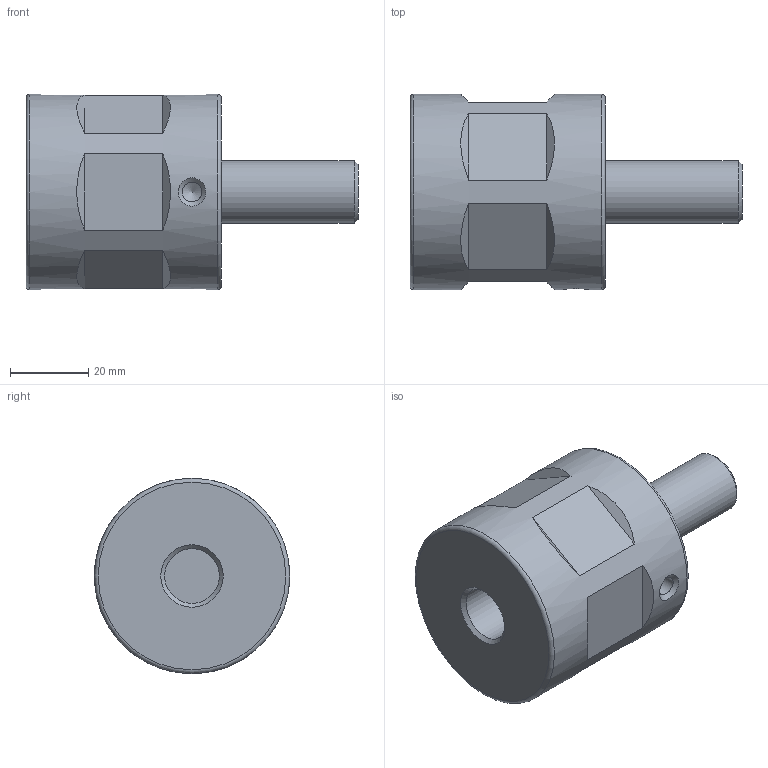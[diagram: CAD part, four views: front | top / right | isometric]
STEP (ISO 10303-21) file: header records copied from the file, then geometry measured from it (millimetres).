
FILE_DESCRIPTION( ( 'Unknown' ), '1' );
FILE_NAME( 'SU10-1650.stp', 'Unknown', ( 'Unknown' ), ( 'Unknown' ), 'XStep 1.0', 'Unknown', ' ' );
FILE_SCHEMA( ( 'CONFIG_CONTROL_DESIGN' ) );
Length unit declared in the file: millimetre
Products named in the file (1): 1
Bounding box: 85 x 50 x 50 mm (x, y, z)
Volume: 93671.9 mm3; surface area: 15838 mm2
Topology: 1 solids, 1 shells, 32 faces, 65 edges, 42 vertices
Faces by surface type: plane 22, cylinder 4, cone 3, torus 2, bspline 1
Full cylindrical faces by diameter (mm): 5 x1, 14 x1, 16 x1, 50 x1
Entity records: 878 total; most frequent: CARTESIAN_POINT 217, DIRECTION 134, ORIENTED_EDGE 98, AXIS2_PLACEMENT_3D 55, EDGE_LOOP 50, EDGE_CURVE 49, FACE_OUTER_BOUND 39, VERTEX_POINT 38
